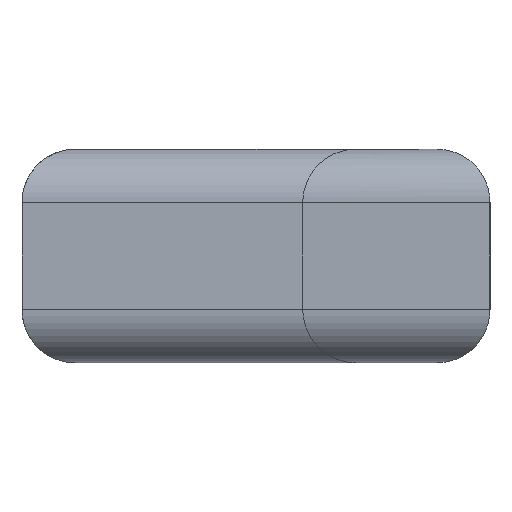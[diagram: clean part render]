
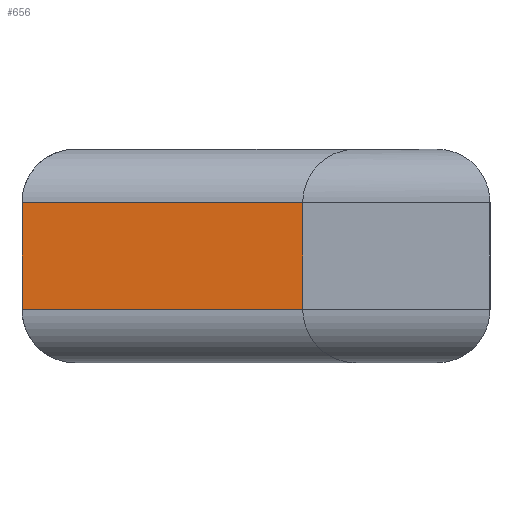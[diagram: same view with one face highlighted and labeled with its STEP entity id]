
A CAD part, left-side view. The second image highlights one B-rep face of the part: STEP entity #656.
In plain terms, the highlighted planar face has unit normal (-1, 0, 0).
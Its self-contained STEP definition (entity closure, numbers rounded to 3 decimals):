
#27 = CARTESIAN_POINT ( 'NONE',  ( -18., 17.5, -4. ) ) ;
#80 = VECTOR ( 'NONE', #1153, 1000. ) ;
#97 = DIRECTION ( 'NONE',  ( 0., 1., 0. ) ) ;
#131 = DIRECTION ( 'NONE',  ( 0., 0., 1. ) ) ;
#169 = ORIENTED_EDGE ( 'NONE', *, *, #1061, .T. ) ;
#255 = VERTEX_POINT ( 'NONE', #1393 ) ;
#294 = DIRECTION ( 'NONE',  ( 0., 0., 1. ) ) ;
#313 = EDGE_CURVE ( 'NONE', #769, #355, #554, .T. ) ;
#352 = EDGE_CURVE ( 'NONE', #255, #355, #1108, .T. ) ;
#355 = VERTEX_POINT ( 'NONE', #877 ) ;
#367 = CARTESIAN_POINT ( 'NONE',  ( -18., 17.5, -2. ) ) ;
#450 = VECTOR ( 'NONE', #97, 1000. ) ;
#481 = DIRECTION ( 'NONE',  ( 1., 0., 0. ) ) ;
#554 = LINE ( 'NONE', #1455, #688 ) ;
#656 = ADVANCED_FACE ( 'NONE', ( #1195 ), #1047, .F. ) ;
#688 = VECTOR ( 'NONE', #294, 1000. ) ;
#692 = CARTESIAN_POINT ( 'NONE',  ( -18., 17.5, -2. ) ) ;
#739 = AXIS2_PLACEMENT_3D ( 'NONE', #27, #481, #936 ) ;
#769 = VERTEX_POINT ( 'NONE', #367 ) ;
#800 = EDGE_CURVE ( 'NONE', #1215, #255, #1397, .T. ) ;
#877 = CARTESIAN_POINT ( 'NONE',  ( -18., 17.5, 2. ) ) ;
#936 = DIRECTION ( 'NONE',  ( 0., 0., -1. ) ) ;
#987 = ORIENTED_EDGE ( 'NONE', *, *, #352, .T. ) ;
#992 = VECTOR ( 'NONE', #131, 1000. ) ;
#1019 = LINE ( 'NONE', #692, #80 ) ;
#1047 = PLANE ( 'NONE',  #739 ) ;
#1061 = EDGE_CURVE ( 'NONE', #769, #1215, #1019, .T. ) ;
#1108 = LINE ( 'NONE', #1446, #450 ) ;
#1153 = DIRECTION ( 'NONE',  ( 0., -1., 0. ) ) ;
#1195 = FACE_OUTER_BOUND ( 'NONE', #1258, .T. ) ;
#1215 = VERTEX_POINT ( 'NONE', #1358 ) ;
#1245 = ORIENTED_EDGE ( 'NONE', *, *, #800, .T. ) ;
#1258 = EDGE_LOOP ( 'NONE', ( #1361, #169, #1245, #987 ) ) ;
#1288 = CARTESIAN_POINT ( 'NONE',  ( -18., 7., -4. ) ) ;
#1358 = CARTESIAN_POINT ( 'NONE',  ( -18., 7., -2. ) ) ;
#1361 = ORIENTED_EDGE ( 'NONE', *, *, #313, .F. ) ;
#1393 = CARTESIAN_POINT ( 'NONE',  ( -18., 7., 2. ) ) ;
#1397 = LINE ( 'NONE', #1288, #992 ) ;
#1446 = CARTESIAN_POINT ( 'NONE',  ( -18., 17.5, 2. ) ) ;
#1455 = CARTESIAN_POINT ( 'NONE',  ( -18., 17.5, -4. ) ) ;
